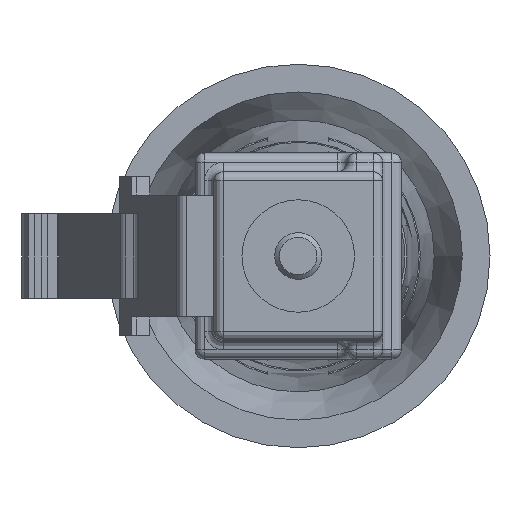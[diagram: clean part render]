
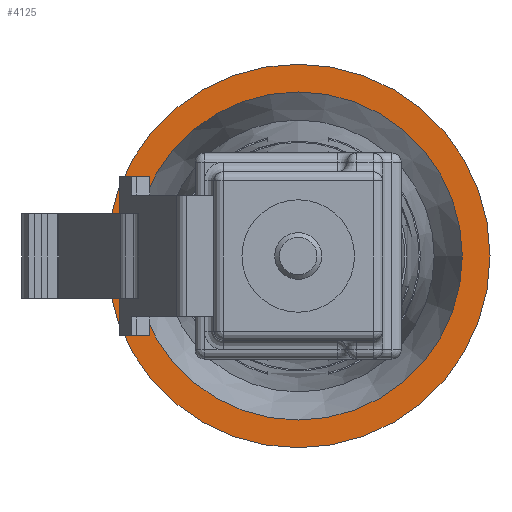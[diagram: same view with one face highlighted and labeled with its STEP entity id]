
A CAD part, left-side view. The second image highlights one B-rep face of the part: STEP entity #4125.
In plain terms, the highlighted face is planar.
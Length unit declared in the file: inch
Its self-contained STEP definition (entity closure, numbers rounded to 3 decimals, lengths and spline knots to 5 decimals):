
#48 = CIRCLE ( 'NONE', #10818, 0.175 ) ;
#196 = DIRECTION ( 'NONE',  ( 0., 0., -1. ) ) ;
#1038 = CARTESIAN_POINT ( 'NONE',  ( 0., 0., -0.175 ) ) ;
#1595 = AXIS2_PLACEMENT_3D ( 'NONE', #9737, #7069, #5150 ) ;
#1616 = EDGE_CURVE ( 'NONE', #9617, #9617, #48, .T. ) ;
#2553 = EDGE_LOOP ( 'NONE', ( #5673 ) ) ;
#2874 = VERTEX_POINT ( 'NONE', #6247 ) ;
#3333 = EDGE_LOOP ( 'NONE', ( #10077 ) ) ;
#4125 = ADVANCED_FACE ( 'NONE', ( #6780, #4221 ), #7523, .F. ) ;
#4221 = FACE_BOUND ( 'NONE', #2553, .T. ) ;
#5042 = DIRECTION ( 'NONE',  ( 0., -1., 0. ) ) ;
#5065 = EDGE_CURVE ( 'NONE', #2874, #2874, #7712, .T. ) ;
#5150 = DIRECTION ( 'NONE',  ( 0., 0., 1. ) ) ;
#5673 = ORIENTED_EDGE ( 'NONE', *, *, #1616, .F. ) ;
#6247 = CARTESIAN_POINT ( 'NONE',  ( 0., 0., -0.20454 ) ) ;
#6780 = FACE_OUTER_BOUND ( 'NONE', #3333, .T. ) ;
#7069 = DIRECTION ( 'NONE',  ( 0., 1., 0. ) ) ;
#7440 = DIRECTION ( 'NONE',  ( 0., 0., -1. ) ) ;
#7523 = PLANE ( 'NONE',  #1595 ) ;
#7712 = CIRCLE ( 'NONE', #10786, 0.20454 ) ;
#7853 = DIRECTION ( 'NONE',  ( 0., -1., 0. ) ) ;
#8012 = CARTESIAN_POINT ( 'NONE',  ( 0., 0., 0. ) ) ;
#8708 = CARTESIAN_POINT ( 'NONE',  ( 0., 0., 0. ) ) ;
#9617 = VERTEX_POINT ( 'NONE', #1038 ) ;
#9737 = CARTESIAN_POINT ( 'NONE',  ( 0., 0., 0. ) ) ;
#10077 = ORIENTED_EDGE ( 'NONE', *, *, #5065, .T. ) ;
#10786 = AXIS2_PLACEMENT_3D ( 'NONE', #8012, #5042, #7440 ) ;
#10818 = AXIS2_PLACEMENT_3D ( 'NONE', #8708, #7853, #196 ) ;
